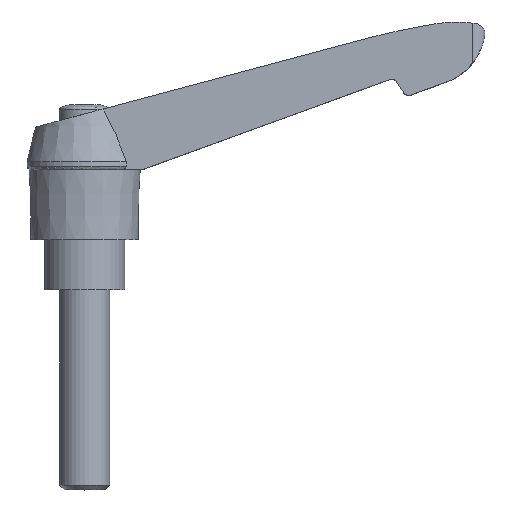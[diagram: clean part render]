
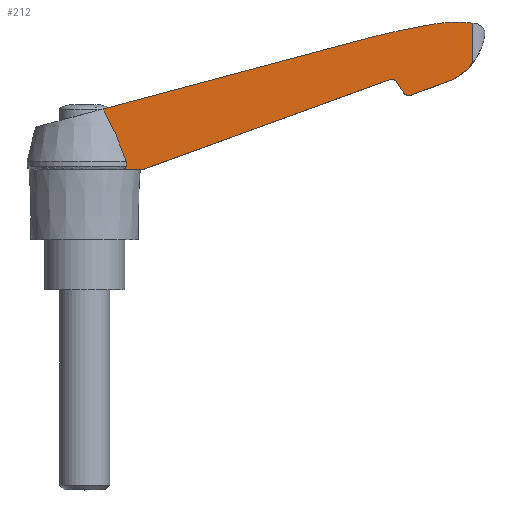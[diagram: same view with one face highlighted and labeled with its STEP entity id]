
A CAD part, top view. The second image highlights one B-rep face of the part: STEP entity #212.
In plain terms, the highlighted planar face has unit normal (0.034, 0, 0.999).
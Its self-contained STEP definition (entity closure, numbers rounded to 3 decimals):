
#212 = ADVANCED_FACE( '', ( #456 ), #457, .F. );
#456 = FACE_OUTER_BOUND( '', #725, .T. );
#457 = PLANE( '', #726 );
#725 = EDGE_LOOP( '', ( #1309, #1310, #1311, #1312, #1313, #1314, #1315, #1316, #1317, #1318, #1319, #1320, #1321, #1322, #1323 ) );
#726 = AXIS2_PLACEMENT_3D( '', #1324, #1325, #1326 );
#1309 = ORIENTED_EDGE( '', *, *, #1801, .F. );
#1310 = ORIENTED_EDGE( '', *, *, #1849, .T. );
#1311 = ORIENTED_EDGE( '', *, *, #1610, .F. );
#1312 = ORIENTED_EDGE( '', *, *, #1765, .F. );
#1313 = ORIENTED_EDGE( '', *, *, #1850, .T. );
#1314 = ORIENTED_EDGE( '', *, *, #1664, .F. );
#1315 = ORIENTED_EDGE( '', *, *, #1851, .F. );
#1316 = ORIENTED_EDGE( '', *, *, #1842, .F. );
#1317 = ORIENTED_EDGE( '', *, *, #1852, .F. );
#1318 = ORIENTED_EDGE( '', *, *, #1797, .F. );
#1319 = ORIENTED_EDGE( '', *, *, #1740, .F. );
#1320 = ORIENTED_EDGE( '', *, *, #1853, .F. );
#1321 = ORIENTED_EDGE( '', *, *, #1608, .F. );
#1322 = ORIENTED_EDGE( '', *, *, #1854, .F. );
#1323 = ORIENTED_EDGE( '', *, *, #1745, .F. );
#1324 = CARTESIAN_POINT( '', ( 0., 58.5, 8.22 ) );
#1325 = DIRECTION( '', ( -0.034, 0., -0.999 ) );
#1326 = DIRECTION( '', ( -0.999, 0., 0.034 ) );
#1608 = EDGE_CURVE( '', #1916, #1911, #1918, .T. );
#1610 = EDGE_CURVE( '', #1920, #1921, #1922, .T. );
#1664 = EDGE_CURVE( '', #2014, #2009, #2016, .T. );
#1740 = EDGE_CURVE( '', #2138, #2140, #2141, .T. );
#1745 = EDGE_CURVE( '', #2146, #2144, #2148, .T. );
#1765 = EDGE_CURVE( '', #2178, #1920, #2180, .T. );
#1797 = EDGE_CURVE( '', #2140, #2226, #2227, .T. );
#1801 = EDGE_CURVE( '', #2230, #2146, #2232, .T. );
#1842 = EDGE_CURVE( '', #2288, #2276, #2290, .T. );
#1849 = EDGE_CURVE( '', #2230, #1921, #2299, .T. );
#1850 = EDGE_CURVE( '', #2178, #2009, #2300, .T. );
#1851 = EDGE_CURVE( '', #2276, #2014, #2301, .T. );
#1852 = EDGE_CURVE( '', #2226, #2288, #2302, .T. );
#1853 = EDGE_CURVE( '', #1911, #2138, #2303, .T. );
#1854 = EDGE_CURVE( '', #2144, #1916, #2304, .T. );
#1911 = VERTEX_POINT( '', #2367 );
#1916 = VERTEX_POINT( '', #2373 );
#1918 = ELLIPSE( '', #2376, 157.091, 157. );
#1920 = VERTEX_POINT( '', #2378 );
#1921 = VERTEX_POINT( '', #2379 );
#1922 = LINE( '', #2380, #2381 );
#2009 = VERTEX_POINT( '', #2513 );
#2014 = VERTEX_POINT( '', #2520 );
#2016 = LINE( '', #2523, #2524 );
#2138 = VERTEX_POINT( '', #2734 );
#2140 = VERTEX_POINT( '', #2737 );
#2141 = ELLIPSE( '', #2738, 36.021, 36. );
#2144 = VERTEX_POINT( '', #2744 );
#2146 = VERTEX_POINT( '', #2746 );
#2148 = B_SPLINE_CURVE_WITH_KNOTS( '', 3, ( #2748, #2749, #2750, #2751, #2752, #2753, #2754, #2755, #2756, #2757 ), .UNSPECIFIED., .F., .F., ( 4, 2, 2, 2, 4 ), ( 0., 0.006, 0.009, 0.01, 0.012 ), .UNSPECIFIED. );
#2178 = VERTEX_POINT( '', #2798 );
#2180 = LINE( '', #2801, #2802 );
#2226 = VERTEX_POINT( '', #2862 );
#2227 = LINE( '', #2863, #2864 );
#2230 = VERTEX_POINT( '', #2886 );
#2232 = LINE( '', #2888, #2889 );
#2276 = VERTEX_POINT( '', #2967 );
#2288 = VERTEX_POINT( '', #2984 );
#2290 = LINE( '', #2987, #2988 );
#2299 = B_SPLINE_CURVE_WITH_KNOTS( '', 3, ( #2997, #2998, #2999, #3000, #3001, #3002 ), .UNSPECIFIED., .F., .F., ( 4, 2, 4 ), ( 0., 0., 0.001 ), .UNSPECIFIED. );
#2300 = ELLIPSE( '', #3003, 0.8, 0.8 );
#2301 = ELLIPSE( '', #3004, 1.201, 1.2 );
#2302 = ELLIPSE( '', #3005, 12.007, 12. );
#2303 = ELLIPSE( '', #3006, 30.017, 30. );
#2304 = LINE( '', #3007, #3008 );
#2367 = CARTESIAN_POINT( '', ( 69.3, 53., 5.864 ) );
#2373 = CARTESIAN_POINT( '', ( 56.5, 50.262, 6.299 ) );
#2376 = AXIS2_PLACEMENT_3D( '', #3098, #3099, #3100 );
#2378 = CARTESIAN_POINT( '', ( 11.6, 24., 7.825 ) );
#2379 = CARTESIAN_POINT( '', ( 7.764, 24., 7.956 ) );
#2380 = CARTESIAN_POINT( '', ( -0.111, 24., 8.223 ) );
#2381 = VECTOR( '', #3101, 1000. );
#2513 = CARTESIAN_POINT( '', ( 62.1, 41.746, 6.109 ) );
#2520 = CARTESIAN_POINT( '', ( 63.777, 39.333, 6.051 ) );
#2523 = CARTESIAN_POINT( '', ( 62.04, 41.832, 6.111 ) );
#2524 = VECTOR( '', #3175, 1000. );
#2734 = CARTESIAN_POINT( '', ( 74.8, 53.5, 5.677 ) );
#2737 = CARTESIAN_POINT( '', ( 77.585, 53.244, 5.582 ) );
#2738 = AXIS2_PLACEMENT_3D( '', #3267, #3268, #3269 );
#2744 = CARTESIAN_POINT( '', ( 3.725, 36.121, 8.093 ) );
#2746 = CARTESIAN_POINT( '', ( 8.322, 25.6, 7.937 ) );
#2748 = CARTESIAN_POINT( '', ( 8.322, 25.6, 7.937 ) );
#2749 = CARTESIAN_POINT( '', ( 7.686, 27.409, 7.958 ) );
#2750 = CARTESIAN_POINT( '', ( 7.019, 29.207, 7.981 ) );
#2751 = CARTESIAN_POINT( '', ( 5.912, 31.861, 8.019 ) );
#2752 = CARTESIAN_POINT( '', ( 5.526, 32.738, 8.032 ) );
#2753 = CARTESIAN_POINT( '', ( 4.898, 34.032, 8.053 ) );
#2754 = CARTESIAN_POINT( '', ( 4.68, 34.459, 8.06 ) );
#2755 = CARTESIAN_POINT( '', ( 4.223, 35.301, 8.076 ) );
#2756 = CARTESIAN_POINT( '', ( 3.982, 35.717, 8.084 ) );
#2757 = CARTESIAN_POINT( '', ( 3.725, 36.121, 8.093 ) );
#2798 = CARTESIAN_POINT( '', ( 61.169, 42.042, 6.14 ) );
#2801 = CARTESIAN_POINT( '', ( 11.49, 23.96, 7.829 ) );
#2802 = VECTOR( '', #3297, 1000. );
#2862 = CARTESIAN_POINT( '', ( 77.585, 45.336, 5.582 ) );
#2863 = CARTESIAN_POINT( '', ( 77.585, 58.5, 5.582 ) );
#2864 = VECTOR( '', #3339, 1000. );
#2886 = CARTESIAN_POINT( '', ( 8.322, 24.664, 7.937 ) );
#2888 = CARTESIAN_POINT( '', ( 8.322, 72.299, 7.937 ) );
#2889 = VECTOR( '', #3343, 1000. );
#2967 = CARTESIAN_POINT( '', ( 65.173, 38.89, 6.004 ) );
#2984 = CARTESIAN_POINT( '', ( 73., 41.739, 5.738 ) );
#2987 = CARTESIAN_POINT( '', ( 65.008, 38.83, 6.01 ) );
#2988 = VECTOR( '', #3389, 1000. );
#2997 = CARTESIAN_POINT( '', ( 8.322, 24.664, 7.937 ) );
#2998 = CARTESIAN_POINT( '', ( 8.276, 24.522, 7.938 ) );
#2999 = CARTESIAN_POINT( '', ( 8.2, 24.396, 7.941 ) );
#3000 = CARTESIAN_POINT( '', ( 8.005, 24.172, 7.947 ) );
#3001 = CARTESIAN_POINT( '', ( 7.89, 24.079, 7.951 ) );
#3002 = CARTESIAN_POINT( '', ( 7.764, 24., 7.956 ) );
#3003 = AXIS2_PLACEMENT_3D( '', #3396, #3397, #3398 );
#3004 = AXIS2_PLACEMENT_3D( '', #3399, #3400, #3401 );
#3005 = AXIS2_PLACEMENT_3D( '', #3402, #3403, #3404 );
#3006 = AXIS2_PLACEMENT_3D( '', #3405, #3406, #3407 );
#3007 = CARTESIAN_POINT( '', ( 56.335, 50.217, 6.304 ) );
#3008 = VECTOR( '', #3408, 1000. );
#3098 = CARTESIAN_POINT( '', ( 95.717, -101.762, 4.966 ) );
#3099 = DIRECTION( '', ( -0.034, 0., -0.999 ) );
#3100 = DIRECTION( '', ( 0.999, 0., -0.034 ) );
#3101 = DIRECTION( '', ( -0.999, 0., 0.034 ) );
#3175 = DIRECTION( '', ( -0.571, 0.821, 0.019 ) );
#3267 = CARTESIAN_POINT( '', ( 72.905, 17.55, 5.741 ) );
#3268 = DIRECTION( '', ( -0.034, 0., -0.999 ) );
#3269 = DIRECTION( '', ( 0.999, 0., -0.034 ) );
#3297 = DIRECTION( '', ( -0.939, -0.342, 0.032 ) );
#3339 = DIRECTION( '', ( 0., -1., 0. ) );
#3343 = DIRECTION( '', ( 0., 1., 0. ) );
#3389 = DIRECTION( '', ( -0.939, -0.342, 0.032 ) );
#3396 = CARTESIAN_POINT( '', ( 61.443, 41.29, 6.131 ) );
#3397 = DIRECTION( '', ( -0.034, 0., -0.999 ) );
#3398 = DIRECTION( '', ( 0.999, 0., -0.034 ) );
#3399 = CARTESIAN_POINT( '', ( 64.762, 40.018, 6.018 ) );
#3400 = DIRECTION( '', ( -0.034, 0., -0.999 ) );
#3401 = DIRECTION( '', ( 0.999, 0., -0.034 ) );
#3402 = CARTESIAN_POINT( '', ( 68.107, 52.696, 5.904 ) );
#3403 = DIRECTION( '', ( -0.034, 0., -0.999 ) );
#3404 = DIRECTION( '', ( 0.999, 0., -0.034 ) );
#3405 = CARTESIAN_POINT( '', ( 74.755, 23.5, 5.678 ) );
#3406 = DIRECTION( '', ( -0.034, 0., -0.999 ) );
#3407 = DIRECTION( '', ( 0.999, 0., -0.034 ) );
#3408 = DIRECTION( '', ( 0.965, 0.259, -0.033 ) );
